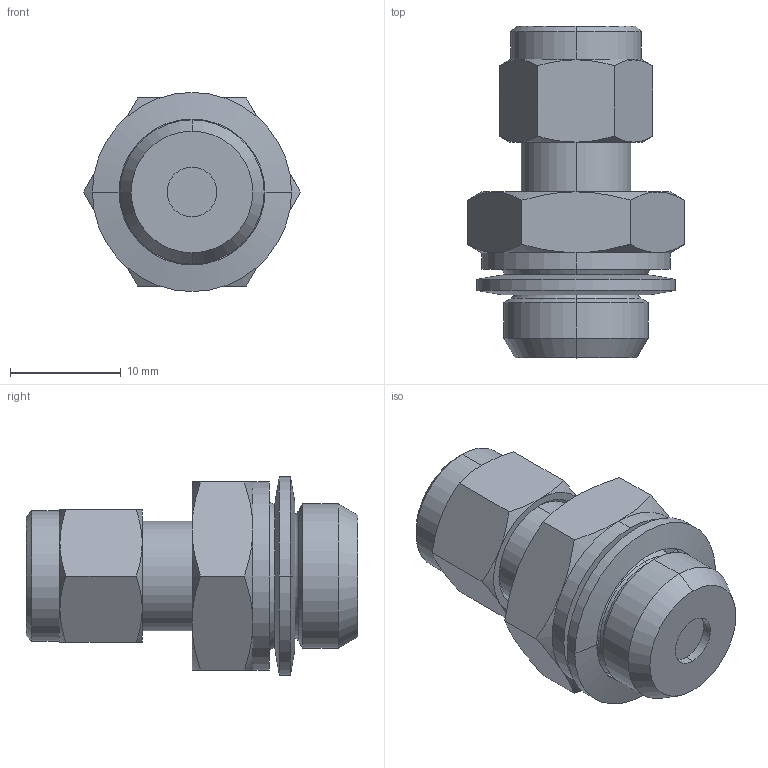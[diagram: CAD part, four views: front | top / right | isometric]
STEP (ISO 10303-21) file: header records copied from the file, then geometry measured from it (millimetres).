
FILE_DESCRIPTION (( 'STEP AP214' ), '1' );
FILE_NAME ('1048500003.step', '2013-02-25T17:16:41', ( '' ), ( '' ), 'SwSTEP 2.0', 'SolidWorks 2012', '' );
FILE_SCHEMA (( 'AUTOMOTIVE_DESIGN' ));
Length unit declared in the file: millimetre
Products named in the file (1): 1048500003
Bounding box: 19.63 x 30 x 18 mm (x, y, z)
Volume: 4389.9 mm3; surface area: 2256.6 mm2
Topology: 2 solids, 2 shells, 96 faces, 209 edges, 124 vertices
Faces by surface type: cone 36, plane 31, cylinder 25, torus 4
Entity records: 3882 total; most frequent: CARTESIAN_POINT 690, DIRECTION 461, ORIENTED_EDGE 418, EDGE_CURVE 209, AXIS2_PLACEMENT_3D 199, VERTEX_POINT 124, EDGE_LOOP 105, CIRCLE 102
